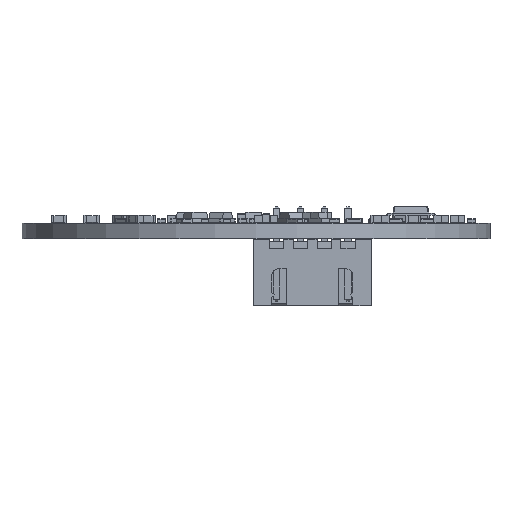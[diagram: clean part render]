
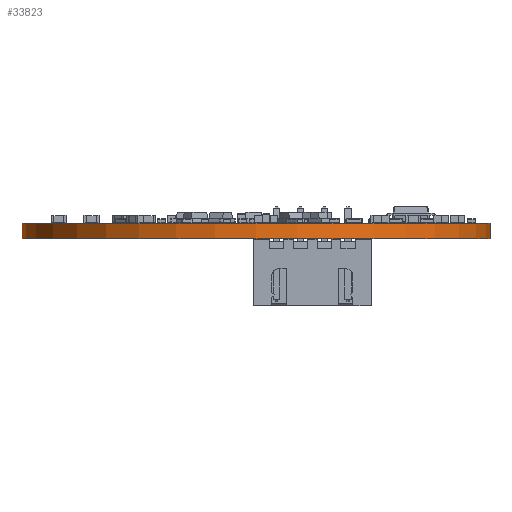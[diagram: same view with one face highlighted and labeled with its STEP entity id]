
A CAD part, front view. The second image highlights one B-rep face of the part: STEP entity #33823.
In plain terms, the highlighted cylindrical face has radius 24.558 mm (diameter 49.117 mm), a full revolution.
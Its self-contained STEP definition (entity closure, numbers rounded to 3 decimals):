
#33823 = ADVANCED_FACE('',(#33824),#33838,.T.);
#33824 = FACE_BOUND('',#33825,.F.);
#33825 = EDGE_LOOP('',(#33826,#33856,#33883,#33884));
#33826 = ORIENTED_EDGE('',*,*,#33827,.T.);
#33827 = EDGE_CURVE('',#33828,#33830,#33832,.T.);
#33828 = VERTEX_POINT('',#33829);
#33829 = CARTESIAN_POINT('',(24.812,0.508,0.));
#33830 = VERTEX_POINT('',#33831);
#33831 = CARTESIAN_POINT('',(24.812,0.508,1.6));
#33832 = SEAM_CURVE('',#33833,(#33837,#33849),.PCURVE_S1.);
#33833 = LINE('',#33834,#33835);
#33834 = CARTESIAN_POINT('',(24.812,0.508,0.));
#33835 = VECTOR('',#33836,1.);
#33836 = DIRECTION('',(0.,0.,1.));
#33837 = PCURVE('',#33838,#33843);
#33838 = CYLINDRICAL_SURFACE('',#33839,24.558);
#33839 = AXIS2_PLACEMENT_3D('',#33840,#33841,#33842);
#33840 = CARTESIAN_POINT('',(0.254,0.508,0.));
#33841 = DIRECTION('',(-0.,-0.,-1.));
#33842 = DIRECTION('',(1.,0.,-0.));
#33843 = DEFINITIONAL_REPRESENTATION('',(#33844),#33848);
#33844 = LINE('',#33845,#33846);
#33845 = CARTESIAN_POINT('',(-0.,0.));
#33846 = VECTOR('',#33847,1.);
#33847 = DIRECTION('',(-0.,-1.));
#33848 = ( GEOMETRIC_REPRESENTATION_CONTEXT(2) 
PARAMETRIC_REPRESENTATION_CONTEXT() REPRESENTATION_CONTEXT('2D SPACE',''
  ) );
#33849 = PCURVE('',#33838,#33850);
#33850 = DEFINITIONAL_REPRESENTATION('',(#33851),#33855);
#33851 = LINE('',#33852,#33853);
#33852 = CARTESIAN_POINT('',(-6.283,0.));
#33853 = VECTOR('',#33854,1.);
#33854 = DIRECTION('',(-0.,-1.));
#33855 = ( GEOMETRIC_REPRESENTATION_CONTEXT(2) 
PARAMETRIC_REPRESENTATION_CONTEXT() REPRESENTATION_CONTEXT('2D SPACE',''
  ) );
#33856 = ORIENTED_EDGE('',*,*,#33857,.T.);
#33857 = EDGE_CURVE('',#33830,#33830,#33858,.T.);
#33858 = SURFACE_CURVE('',#33859,(#33864,#33871),.PCURVE_S1.);
#33859 = CIRCLE('',#33860,24.558);
#33860 = AXIS2_PLACEMENT_3D('',#33861,#33862,#33863);
#33861 = CARTESIAN_POINT('',(0.254,0.508,1.6));
#33862 = DIRECTION('',(0.,0.,1.));
#33863 = DIRECTION('',(1.,0.,-0.));
#33864 = PCURVE('',#33838,#33865);
#33865 = DEFINITIONAL_REPRESENTATION('',(#33866),#33870);
#33866 = LINE('',#33867,#33868);
#33867 = CARTESIAN_POINT('',(-0.,-1.6));
#33868 = VECTOR('',#33869,1.);
#33869 = DIRECTION('',(-1.,0.));
#33870 = ( GEOMETRIC_REPRESENTATION_CONTEXT(2) 
PARAMETRIC_REPRESENTATION_CONTEXT() REPRESENTATION_CONTEXT('2D SPACE',''
  ) );
#33871 = PCURVE('',#33872,#33877);
#33872 = PLANE('',#33873);
#33873 = AXIS2_PLACEMENT_3D('',#33874,#33875,#33876);
#33874 = CARTESIAN_POINT('',(0.254,0.508,1.6));
#33875 = DIRECTION('',(0.,0.,1.));
#33876 = DIRECTION('',(1.,0.,-0.));
#33877 = DEFINITIONAL_REPRESENTATION('',(#33878),#33882);
#33878 = CIRCLE('',#33879,24.558);
#33879 = AXIS2_PLACEMENT_2D('',#33880,#33881);
#33880 = CARTESIAN_POINT('',(0.,0.));
#33881 = DIRECTION('',(1.,0.));
#33882 = ( GEOMETRIC_REPRESENTATION_CONTEXT(2) 
PARAMETRIC_REPRESENTATION_CONTEXT() REPRESENTATION_CONTEXT('2D SPACE',''
  ) );
#33883 = ORIENTED_EDGE('',*,*,#33827,.F.);
#33884 = ORIENTED_EDGE('',*,*,#33885,.F.);
#33885 = EDGE_CURVE('',#33828,#33828,#33886,.T.);
#33886 = SURFACE_CURVE('',#33887,(#33892,#33899),.PCURVE_S1.);
#33887 = CIRCLE('',#33888,24.558);
#33888 = AXIS2_PLACEMENT_3D('',#33889,#33890,#33891);
#33889 = CARTESIAN_POINT('',(0.254,0.508,0.));
#33890 = DIRECTION('',(0.,0.,1.));
#33891 = DIRECTION('',(1.,0.,-0.));
#33892 = PCURVE('',#33838,#33893);
#33893 = DEFINITIONAL_REPRESENTATION('',(#33894),#33898);
#33894 = LINE('',#33895,#33896);
#33895 = CARTESIAN_POINT('',(-0.,0.));
#33896 = VECTOR('',#33897,1.);
#33897 = DIRECTION('',(-1.,0.));
#33898 = ( GEOMETRIC_REPRESENTATION_CONTEXT(2) 
PARAMETRIC_REPRESENTATION_CONTEXT() REPRESENTATION_CONTEXT('2D SPACE',''
  ) );
#33899 = PCURVE('',#33900,#33905);
#33900 = PLANE('',#33901);
#33901 = AXIS2_PLACEMENT_3D('',#33902,#33903,#33904);
#33902 = CARTESIAN_POINT('',(0.254,0.508,0.));
#33903 = DIRECTION('',(0.,0.,1.));
#33904 = DIRECTION('',(1.,0.,-0.));
#33905 = DEFINITIONAL_REPRESENTATION('',(#33906),#33910);
#33906 = CIRCLE('',#33907,24.558);
#33907 = AXIS2_PLACEMENT_2D('',#33908,#33909);
#33908 = CARTESIAN_POINT('',(0.,0.));
#33909 = DIRECTION('',(1.,0.));
#33910 = ( GEOMETRIC_REPRESENTATION_CONTEXT(2) 
PARAMETRIC_REPRESENTATION_CONTEXT() REPRESENTATION_CONTEXT('2D SPACE',''
  ) );
